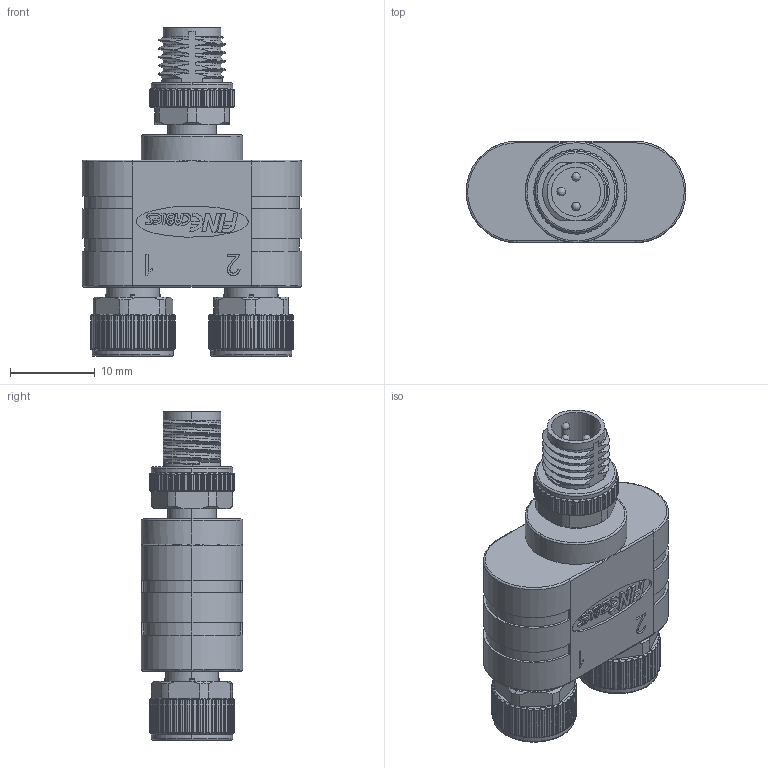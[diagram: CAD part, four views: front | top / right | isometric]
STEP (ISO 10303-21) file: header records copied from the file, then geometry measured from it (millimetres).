
FILE_DESCRIPTION (( 'STEP AP203' ), '1' );
FILE_NAME ('P55.STEP', '2020-03-30T08:05:44', ( 'edpusr' ), ( 'Microsoft' ), 'SwSTEP 2.0', 'SolidWorks 2015', '' );
FILE_SCHEMA (( 'CONFIG_CONTROL_DESIGN' ));
Length unit declared in the file: millimetre
Products named in the file (1): P55
Bounding box: 26 x 12 x 38.9 mm (x, y, z)
Volume: 5877.4 mm3; surface area: 3971 mm2
Topology: 11 solids, 12 shells, 1533 faces, 4318 edges, 2847 vertices
Faces by surface type: cylinder 859, plane 529, bspline 82, cone 53, torus 10
Entity records: 65426 total; most frequent: CARTESIAN_POINT 28001, ORIENTED_EDGE 8616, DIRECTION 6791, EDGE_CURVE 4308, VERTEX_POINT 2847, AXIS2_PLACEMENT_3D 2399, LINE 1993, VECTOR 1993
